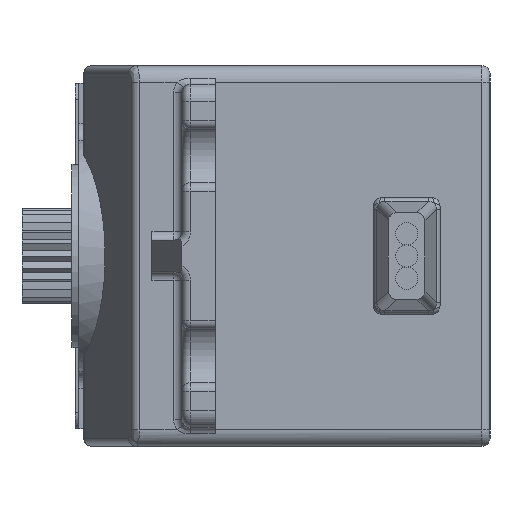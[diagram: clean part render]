
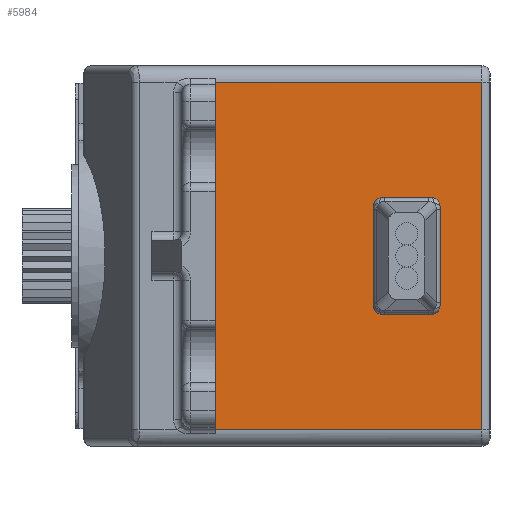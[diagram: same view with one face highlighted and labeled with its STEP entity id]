
A CAD part, left-side view. The second image highlights one B-rep face of the part: STEP entity #5984.
In plain terms, the highlighted planar face has unit normal (-1, 0, 0).
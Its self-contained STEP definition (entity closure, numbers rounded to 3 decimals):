
#216 = VERTEX_POINT ( 'NONE', #3095 ) ;
#239 = CIRCLE ( 'NONE', #7505, 0.5 ) ;
#264 = DIRECTION ( 'NONE',  ( 0., 0., 1. ) ) ;
#438 = CARTESIAN_POINT ( 'NONE',  ( -21.971, -12.992, 3.5 ) ) ;
#444 = EDGE_CURVE ( 'NONE', #2481, #216, #3540, .T. ) ;
#523 = LINE ( 'NONE', #3513, #8763 ) ;
#570 = CARTESIAN_POINT ( 'NONE',  ( -21.971, -13.492, -3. ) ) ;
#808 = VECTOR ( 'NONE', #7117, 1000. ) ;
#1021 = CARTESIAN_POINT ( 'NONE',  ( -21.971, -16.492, 11.43 ) ) ;
#1094 = ORIENTED_EDGE ( 'NONE', *, *, #9163, .F. ) ;
#1156 = DIRECTION ( 'NONE',  ( 0., 1., 0. ) ) ;
#1220 = EDGE_CURVE ( 'NONE', #10015, #6335, #1297, .T. ) ;
#1239 = EDGE_CURVE ( 'NONE', #3950, #2809, #2905, .T. ) ;
#1297 = CIRCLE ( 'NONE', #8506, 0.5 ) ;
#1306 = CARTESIAN_POINT ( 'NONE',  ( -21.971, -13.492, -3.5 ) ) ;
#1366 = EDGE_CURVE ( 'NONE', #5949, #5133, #8288, .T. ) ;
#1439 = VECTOR ( 'NONE', #7846, 1000. ) ;
#1823 = FACE_BOUND ( 'NONE', #2307, .T. ) ;
#1832 = CARTESIAN_POINT ( 'NONE',  ( -21.971, -13.492, 3. ) ) ;
#1884 = LINE ( 'NONE', #8927, #4277 ) ;
#1931 = ORIENTED_EDGE ( 'NONE', *, *, #5334, .T. ) ;
#1958 = ORIENTED_EDGE ( 'NONE', *, *, #3314, .F. ) ;
#1974 = CARTESIAN_POINT ( 'NONE',  ( -21.971, 0., -10.43 ) ) ;
#2287 = DIRECTION ( 'NONE',  ( 1., 0., 0. ) ) ;
#2288 = CARTESIAN_POINT ( 'NONE',  ( -21.971, -15.992, 11.43 ) ) ;
#2307 = EDGE_LOOP ( 'NONE', ( #4128, #3903, #10064, #5453, #1958, #6005, #1094, #1931 ) ) ;
#2342 = EDGE_CURVE ( 'NONE', #2481, #2809, #8414, .T. ) ;
#2481 = VERTEX_POINT ( 'NONE', #1974 ) ;
#2750 = VECTOR ( 'NONE', #6081, 1000. ) ;
#2809 = VERTEX_POINT ( 'NONE', #6448 ) ;
#2811 = LINE ( 'NONE', #2288, #6821 ) ;
#2905 = LINE ( 'NONE', #7985, #808 ) ;
#2956 = CARTESIAN_POINT ( 'NONE',  ( -21.971, -16.492, -10.43 ) ) ;
#3035 = CARTESIAN_POINT ( 'NONE',  ( -21.971, 0., 11.43 ) ) ;
#3095 = CARTESIAN_POINT ( 'NONE',  ( -21.971, -15.992, -10.43 ) ) ;
#3314 = EDGE_CURVE ( 'NONE', #10015, #6025, #9420, .T. ) ;
#3316 = CARTESIAN_POINT ( 'NONE',  ( -21.971, -13.492, -3.5 ) ) ;
#3449 = ORIENTED_EDGE ( 'NONE', *, *, #444, .T. ) ;
#3513 = CARTESIAN_POINT ( 'NONE',  ( -21.971, -13.492, 3.5 ) ) ;
#3540 = LINE ( 'NONE', #2956, #1439 ) ;
#3667 = EDGE_CURVE ( 'NONE', #5949, #5004, #1884, .T. ) ;
#3903 = ORIENTED_EDGE ( 'NONE', *, *, #1366, .T. ) ;
#3950 = VERTEX_POINT ( 'NONE', #8579 ) ;
#4128 = ORIENTED_EDGE ( 'NONE', *, *, #3667, .F. ) ;
#4258 = CARTESIAN_POINT ( 'NONE',  ( -21.971, -12.992, -3. ) ) ;
#4277 = VECTOR ( 'NONE', #8096, 1000. ) ;
#4332 = DIRECTION ( 'NONE',  ( 1., 0., 0. ) ) ;
#4562 = AXIS2_PLACEMENT_3D ( 'NONE', #4654, #5119, #9459 ) ;
#4585 = VECTOR ( 'NONE', #8934, 1000. ) ;
#4654 = CARTESIAN_POINT ( 'NONE',  ( -21.971, -9.992, 3. ) ) ;
#4847 = DIRECTION ( 'NONE',  ( 0., 0., 1. ) ) ;
#5004 = VERTEX_POINT ( 'NONE', #7776 ) ;
#5019 = DIRECTION ( 'NONE',  ( -1., 0., 0. ) ) ;
#5111 = EDGE_LOOP ( 'NONE', ( #6351, #9929, #3449, #5249 ) ) ;
#5119 = DIRECTION ( 'NONE',  ( 1., 0., 0. ) ) ;
#5133 = VERTEX_POINT ( 'NONE', #8826 ) ;
#5249 = ORIENTED_EDGE ( 'NONE', *, *, #6303, .T. ) ;
#5334 = EDGE_CURVE ( 'NONE', #7748, #5004, #7586, .T. ) ;
#5453 = ORIENTED_EDGE ( 'NONE', *, *, #10071, .T. ) ;
#5949 = VERTEX_POINT ( 'NONE', #9767 ) ;
#5984 = ADVANCED_FACE ( 'NONE', ( #1823, #7950 ), #9844, .T. ) ;
#6005 = ORIENTED_EDGE ( 'NONE', *, *, #1220, .T. ) ;
#6025 = VERTEX_POINT ( 'NONE', #1832 ) ;
#6081 = DIRECTION ( 'NONE',  ( 0., 0., 1. ) ) ;
#6174 = CARTESIAN_POINT ( 'NONE',  ( -21.971, -9.992, -3.5 ) ) ;
#6289 = VECTOR ( 'NONE', #8146, 1000. ) ;
#6303 = EDGE_CURVE ( 'NONE', #216, #3950, #2811, .T. ) ;
#6335 = VERTEX_POINT ( 'NONE', #9507 ) ;
#6351 = ORIENTED_EDGE ( 'NONE', *, *, #1239, .T. ) ;
#6448 = CARTESIAN_POINT ( 'NONE',  ( -21.971, 0., 10.43 ) ) ;
#6821 = VECTOR ( 'NONE', #8692, 1000. ) ;
#7073 = CARTESIAN_POINT ( 'NONE',  ( -21.971, -12.992, 3. ) ) ;
#7117 = DIRECTION ( 'NONE',  ( 0., 1., 0. ) ) ;
#7505 = AXIS2_PLACEMENT_3D ( 'NONE', #7073, #2287, #7874 ) ;
#7565 = EDGE_CURVE ( 'NONE', #7641, #5133, #523, .T. ) ;
#7586 = CIRCLE ( 'NONE', #8140, 0.5 ) ;
#7641 = VERTEX_POINT ( 'NONE', #438 ) ;
#7748 = VERTEX_POINT ( 'NONE', #6174 ) ;
#7776 = CARTESIAN_POINT ( 'NONE',  ( -21.971, -9.492, -3. ) ) ;
#7846 = DIRECTION ( 'NONE',  ( 0., -1., 0. ) ) ;
#7874 = DIRECTION ( 'NONE',  ( 0., 0., 1. ) ) ;
#7950 = FACE_OUTER_BOUND ( 'NONE', #5111, .T. ) ;
#7985 = CARTESIAN_POINT ( 'NONE',  ( -21.971, -16.492, 10.43 ) ) ;
#8069 = AXIS2_PLACEMENT_3D ( 'NONE', #1021, #5019, #264 ) ;
#8096 = DIRECTION ( 'NONE',  ( 0., 0., -1. ) ) ;
#8140 = AXIS2_PLACEMENT_3D ( 'NONE', #9138, #4332, #9966 ) ;
#8146 = DIRECTION ( 'NONE',  ( 0., 0., 1. ) ) ;
#8288 = CIRCLE ( 'NONE', #4562, 0.5 ) ;
#8414 = LINE ( 'NONE', #3035, #6289 ) ;
#8506 = AXIS2_PLACEMENT_3D ( 'NONE', #4258, #9657, #4847 ) ;
#8579 = CARTESIAN_POINT ( 'NONE',  ( -21.971, -15.992, 10.43 ) ) ;
#8692 = DIRECTION ( 'NONE',  ( 0., 0., 1. ) ) ;
#8763 = VECTOR ( 'NONE', #1156, 1000. ) ;
#8826 = CARTESIAN_POINT ( 'NONE',  ( -21.971, -9.992, 3.5 ) ) ;
#8927 = CARTESIAN_POINT ( 'NONE',  ( -21.971, -9.492, -3.5 ) ) ;
#8934 = DIRECTION ( 'NONE',  ( 0., -1., 0. ) ) ;
#9138 = CARTESIAN_POINT ( 'NONE',  ( -21.971, -9.992, -3. ) ) ;
#9163 = EDGE_CURVE ( 'NONE', #7748, #6335, #10261, .T. ) ;
#9420 = LINE ( 'NONE', #1306, #2750 ) ;
#9459 = DIRECTION ( 'NONE',  ( 0., 0., 1. ) ) ;
#9507 = CARTESIAN_POINT ( 'NONE',  ( -21.971, -12.992, -3.5 ) ) ;
#9657 = DIRECTION ( 'NONE',  ( 1., 0., 0. ) ) ;
#9767 = CARTESIAN_POINT ( 'NONE',  ( -21.971, -9.492, 3. ) ) ;
#9844 = PLANE ( 'NONE',  #8069 ) ;
#9929 = ORIENTED_EDGE ( 'NONE', *, *, #2342, .F. ) ;
#9966 = DIRECTION ( 'NONE',  ( 0., 0., 1. ) ) ;
#10015 = VERTEX_POINT ( 'NONE', #570 ) ;
#10064 = ORIENTED_EDGE ( 'NONE', *, *, #7565, .F. ) ;
#10071 = EDGE_CURVE ( 'NONE', #7641, #6025, #239, .T. ) ;
#10261 = LINE ( 'NONE', #3316, #4585 ) ;
